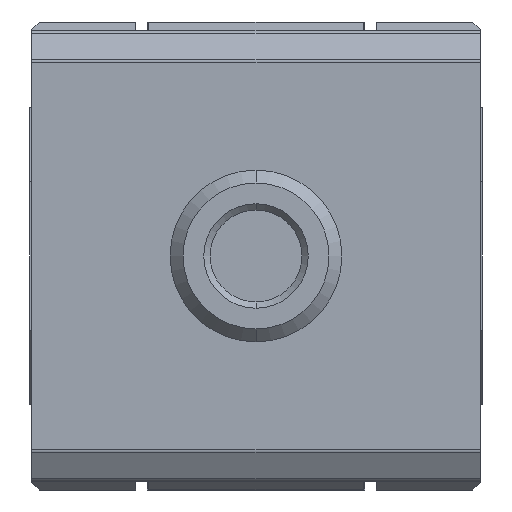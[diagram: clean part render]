
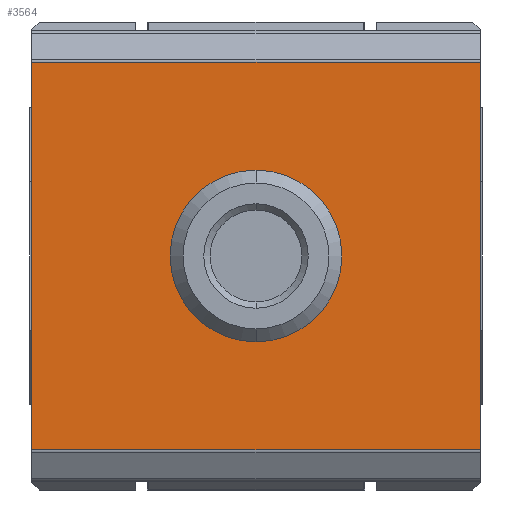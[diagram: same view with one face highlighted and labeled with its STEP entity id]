
A CAD part, front view. The second image highlights one B-rep face of the part: STEP entity #3564.
In plain terms, the highlighted planar face has unit normal (0, -1, 0).
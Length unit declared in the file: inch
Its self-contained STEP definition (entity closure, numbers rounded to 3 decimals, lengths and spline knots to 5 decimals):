
#1037 = DIRECTION ( 'NONE',  ( 0., 0., 1. ) ) ;
#3564 = ADVANCED_FACE ( 'NONE', ( #18604, #9335 ), #7267, .F. ) ;
#5610 = CARTESIAN_POINT ( 'NONE',  ( -0.82283, -1.00787, 0.71021 ) ) ;
#6605 = DIRECTION ( 'NONE',  ( 0., 0., -1. ) ) ;
#6918 = LINE ( 'NONE', #12401, #10092 ) ;
#7267 = PLANE ( 'NONE',  #23884 ) ;
#7391 = DIRECTION ( 'NONE',  ( 0., -1., 0. ) ) ;
#7414 = CARTESIAN_POINT ( 'NONE',  ( -0.82283, -1.00787, -0.71021 ) ) ;
#8486 = ORIENTED_EDGE ( 'NONE', *, *, #30692, .F. ) ;
#9335 = FACE_BOUND ( 'NONE', #29366, .T. ) ;
#10092 = VECTOR ( 'NONE', #18088, 39.37008 ) ;
#10496 = EDGE_CURVE ( 'NONE', #32882, #21910, #14895, .T. ) ;
#10602 = CARTESIAN_POINT ( 'NONE',  ( 0., -1.00787, 0. ) ) ;
#10619 = LINE ( 'NONE', #31769, #15587 ) ;
#10751 = ORIENTED_EDGE ( 'NONE', *, *, #21513, .F. ) ;
#11321 = AXIS2_PLACEMENT_3D ( 'NONE', #21918, #7391, #33466 ) ;
#11930 = DIRECTION ( 'NONE',  ( 1., 0., 0. ) ) ;
#12025 = CARTESIAN_POINT ( 'NONE',  ( 0., -1.00787, -0.31496 ) ) ;
#12401 = CARTESIAN_POINT ( 'NONE',  ( -0.82283, -1.00787, 0.80315 ) ) ;
#13044 = ORIENTED_EDGE ( 'NONE', *, *, #37031, .F. ) ;
#14895 = CIRCLE ( 'NONE', #29969, 0.31496 ) ;
#15587 = VECTOR ( 'NONE', #11930, 39.37008 ) ;
#15892 = DIRECTION ( 'NONE',  ( 0., 0., -1. ) ) ;
#15955 = VECTOR ( 'NONE', #29839, 39.37008 ) ;
#18088 = DIRECTION ( 'NONE',  ( 0., 0., -1. ) ) ;
#18148 = LINE ( 'NONE', #24012, #15955 ) ;
#18570 = DIRECTION ( 'NONE',  ( 0., -1., 0. ) ) ;
#18604 = FACE_OUTER_BOUND ( 'NONE', #34920, .T. ) ;
#18731 = CARTESIAN_POINT ( 'NONE',  ( 0.82283, -1.00787, 0.71021 ) ) ;
#19137 = CARTESIAN_POINT ( 'NONE',  ( 0.82283, -1.00787, -0.71021 ) ) ;
#19436 = ORIENTED_EDGE ( 'NONE', *, *, #25600, .F. ) ;
#19771 = CIRCLE ( 'NONE', #11321, 0.31496 ) ;
#19917 = ORIENTED_EDGE ( 'NONE', *, *, #24943, .T. ) ;
#21513 = EDGE_CURVE ( 'NONE', #33857, #25359, #23594, .T. ) ;
#21910 = VERTEX_POINT ( 'NONE', #12025 ) ;
#21918 = CARTESIAN_POINT ( 'NONE',  ( 0., -1.00787, 0. ) ) ;
#23422 = VECTOR ( 'NONE', #6605, 39.37008 ) ;
#23594 = LINE ( 'NONE', #32669, #23422 ) ;
#23884 = AXIS2_PLACEMENT_3D ( 'NONE', #24261, #29923, #1037 ) ;
#24012 = CARTESIAN_POINT ( 'NONE',  ( 0.82283, -1.00787, -0.71021 ) ) ;
#24261 = CARTESIAN_POINT ( 'NONE',  ( 0.82283, -1.00787, 0.71021 ) ) ;
#24943 = EDGE_CURVE ( 'NONE', #34496, #31706, #6918, .T. ) ;
#25359 = VERTEX_POINT ( 'NONE', #19137 ) ;
#25600 = EDGE_CURVE ( 'NONE', #21910, #32882, #19771, .T. ) ;
#29366 = EDGE_LOOP ( 'NONE', ( #19436, #35232 ) ) ;
#29839 = DIRECTION ( 'NONE',  ( -1., 0., 0. ) ) ;
#29923 = DIRECTION ( 'NONE',  ( 0., 1., 0. ) ) ;
#29969 = AXIS2_PLACEMENT_3D ( 'NONE', #10602, #18570, #15892 ) ;
#30692 = EDGE_CURVE ( 'NONE', #34496, #33857, #10619, .T. ) ;
#31411 = CARTESIAN_POINT ( 'NONE',  ( 0., -1.00787, 0.31496 ) ) ;
#31706 = VERTEX_POINT ( 'NONE', #7414 ) ;
#31769 = CARTESIAN_POINT ( 'NONE',  ( 0.82283, -1.00787, 0.71021 ) ) ;
#32669 = CARTESIAN_POINT ( 'NONE',  ( 0.82283, -1.00787, 0.80315 ) ) ;
#32882 = VERTEX_POINT ( 'NONE', #31411 ) ;
#33466 = DIRECTION ( 'NONE',  ( 0., 0., -1. ) ) ;
#33857 = VERTEX_POINT ( 'NONE', #18731 ) ;
#34496 = VERTEX_POINT ( 'NONE', #5610 ) ;
#34920 = EDGE_LOOP ( 'NONE', ( #13044, #10751, #8486, #19917 ) ) ;
#35232 = ORIENTED_EDGE ( 'NONE', *, *, #10496, .F. ) ;
#37031 = EDGE_CURVE ( 'NONE', #25359, #31706, #18148, .T. ) ;
